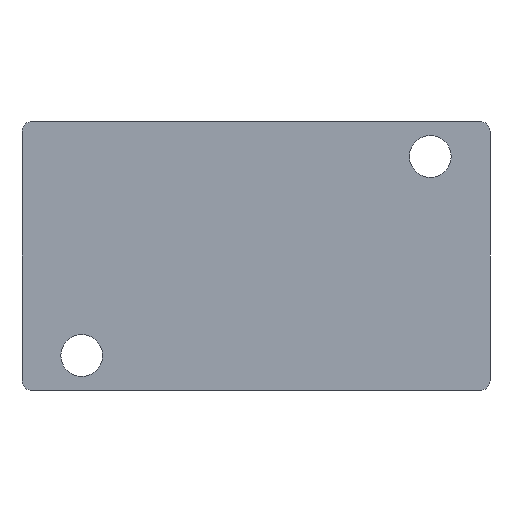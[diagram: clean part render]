
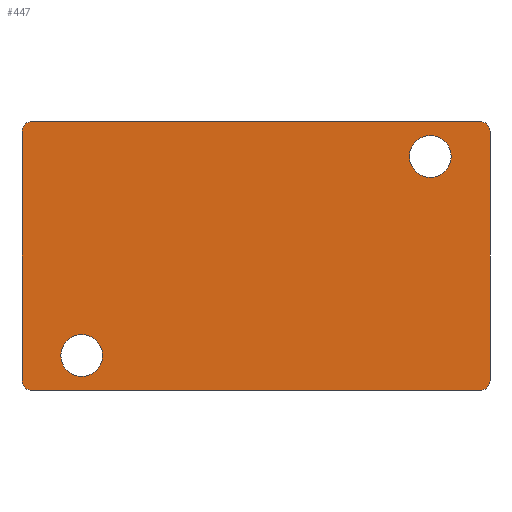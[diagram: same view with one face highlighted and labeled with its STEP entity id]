
A CAD part, front view. The second image highlights one B-rep face of the part: STEP entity #447.
In plain terms, the highlighted planar face has unit normal (0, -1, 0).
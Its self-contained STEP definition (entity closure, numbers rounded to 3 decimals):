
#1 = FACE_BOUND ( 'NONE', #343, .T. ) ;
#2 = CARTESIAN_POINT ( 'NONE',  ( 0., 0., 0. ) ) ;
#4 = DIRECTION ( 'NONE',  ( 1., 0., 0. ) ) ;
#8 = CARTESIAN_POINT ( 'NONE',  ( 1., 0., 0. ) ) ;
#10 = CIRCLE ( 'NONE', #384, 2.1 ) ;
#11 = EDGE_LOOP ( 'NONE', ( #63, #225, #30, #298, #167, #101, #146, #303 ) ) ;
#12 = CARTESIAN_POINT ( 'NONE',  ( 0., 0., -1. ) ) ;
#15 = PLANE ( 'NONE',  #241 ) ;
#16 = DIRECTION ( 'NONE',  ( 0., -1., 0. ) ) ;
#19 = FACE_BOUND ( 'NONE', #151, .T. ) ;
#26 = AXIS2_PLACEMENT_3D ( 'NONE', #109, #415, #427 ) ;
#28 = CIRCLE ( 'NONE', #273, 2.1 ) ;
#30 = ORIENTED_EDGE ( 'NONE', *, *, #108, .F. ) ;
#39 = CIRCLE ( 'NONE', #315, 2.1 ) ;
#45 = CIRCLE ( 'NONE', #435, 1. ) ;
#49 = CARTESIAN_POINT ( 'NONE',  ( 6., 0., -23.5 ) ) ;
#51 = EDGE_CURVE ( 'NONE', #391, #442, #302, .T. ) ;
#53 = CARTESIAN_POINT ( 'NONE',  ( 1., 0., -26. ) ) ;
#58 = VECTOR ( 'NONE', #213, 1000. ) ;
#61 = CIRCLE ( 'NONE', #484, 1. ) ;
#63 = ORIENTED_EDGE ( 'NONE', *, *, #234, .F. ) ;
#64 = EDGE_CURVE ( 'NONE', #328, #338, #254, .T. ) ;
#68 = VECTOR ( 'NONE', #350, 1000. ) ;
#77 = EDGE_CURVE ( 'NONE', #391, #156, #61, .T. ) ;
#79 = EDGE_CURVE ( 'NONE', #217, #156, #374, .T. ) ;
#83 = VERTEX_POINT ( 'NONE', #459 ) ;
#90 = DIRECTION ( 'NONE',  ( 0., 0., 1. ) ) ;
#94 = CARTESIAN_POINT ( 'NONE',  ( 0., 0., 0. ) ) ;
#101 = ORIENTED_EDGE ( 'NONE', *, *, #77, .T. ) ;
#108 = EDGE_CURVE ( 'NONE', #231, #338, #462, .T. ) ;
#109 = CARTESIAN_POINT ( 'NONE',  ( 1., 0., -1. ) ) ;
#111 = FACE_OUTER_BOUND ( 'NONE', #11, .T. ) ;
#120 = EDGE_CURVE ( 'NONE', #441, #83, #333, .T. ) ;
#132 = DIRECTION ( 'NONE',  ( 0., -1., 0. ) ) ;
#133 = CARTESIAN_POINT ( 'NONE',  ( 41., 0., -3.5 ) ) ;
#136 = EDGE_CURVE ( 'NONE', #231, #442, #45, .T. ) ;
#139 = DIRECTION ( 'NONE',  ( 0., -1., 0. ) ) ;
#146 = ORIENTED_EDGE ( 'NONE', *, *, #79, .F. ) ;
#147 = CARTESIAN_POINT ( 'NONE',  ( 0., 0., 0. ) ) ;
#151 = EDGE_LOOP ( 'NONE', ( #215, #355 ) ) ;
#156 = VERTEX_POINT ( 'NONE', #324 ) ;
#157 = VECTOR ( 'NONE', #319, 1000. ) ;
#160 = EDGE_CURVE ( 'NONE', #261, #354, #10, .T. ) ;
#161 = LINE ( 'NONE', #2, #448 ) ;
#167 = ORIENTED_EDGE ( 'NONE', *, *, #51, .F. ) ;
#168 = DIRECTION ( 'NONE',  ( 0., 0., 1. ) ) ;
#172 = CARTESIAN_POINT ( 'NONE',  ( 46., 0., -27. ) ) ;
#179 = CARTESIAN_POINT ( 'NONE',  ( 0., 0., -27. ) ) ;
#180 = CARTESIAN_POINT ( 'NONE',  ( 47., 0., -1. ) ) ;
#206 = DIRECTION ( 'NONE',  ( 0., 0., 1. ) ) ;
#207 = CARTESIAN_POINT ( 'NONE',  ( 1., 0., -27. ) ) ;
#208 = DIRECTION ( 'NONE',  ( 0., 1., 0. ) ) ;
#211 = CARTESIAN_POINT ( 'NONE',  ( 6., 0., -23.5 ) ) ;
#213 = DIRECTION ( 'NONE',  ( -1., 0., 0. ) ) ;
#215 = ORIENTED_EDGE ( 'NONE', *, *, #160, .T. ) ;
#217 = VERTEX_POINT ( 'NONE', #180 ) ;
#225 = ORIENTED_EDGE ( 'NONE', *, *, #64, .T. ) ;
#231 = VERTEX_POINT ( 'NONE', #428 ) ;
#233 = DIRECTION ( 'NONE',  ( 0., -1., 0. ) ) ;
#234 = EDGE_CURVE ( 'NONE', #328, #329, #161, .T. ) ;
#238 = CARTESIAN_POINT ( 'NONE',  ( 46., 0., -26. ) ) ;
#241 = AXIS2_PLACEMENT_3D ( 'NONE', #94, #139, #404 ) ;
#246 = CARTESIAN_POINT ( 'NONE',  ( 46., 0., 0. ) ) ;
#247 = EDGE_CURVE ( 'NONE', #217, #329, #262, .T. ) ;
#253 = DIRECTION ( 'NONE',  ( 0., 0., -1. ) ) ;
#254 = CIRCLE ( 'NONE', #26, 1. ) ;
#261 = VERTEX_POINT ( 'NONE', #465 ) ;
#262 = CIRCLE ( 'NONE', #341, 1. ) ;
#264 = EDGE_CURVE ( 'NONE', #83, #441, #39, .T. ) ;
#273 = AXIS2_PLACEMENT_3D ( 'NONE', #49, #320, #90 ) ;
#276 = ORIENTED_EDGE ( 'NONE', *, *, #120, .T. ) ;
#287 = CARTESIAN_POINT ( 'NONE',  ( 41., 0., -1.4 ) ) ;
#298 = ORIENTED_EDGE ( 'NONE', *, *, #136, .T. ) ;
#302 = LINE ( 'NONE', #179, #58 ) ;
#303 = ORIENTED_EDGE ( 'NONE', *, *, #247, .T. ) ;
#307 = EDGE_CURVE ( 'NONE', #354, #261, #28, .T. ) ;
#315 = AXIS2_PLACEMENT_3D ( 'NONE', #133, #395, #168 ) ;
#319 = DIRECTION ( 'NONE',  ( 0., 0., 1. ) ) ;
#320 = DIRECTION ( 'NONE',  ( 0., 1., 0. ) ) ;
#324 = CARTESIAN_POINT ( 'NONE',  ( 47., 0., -26. ) ) ;
#328 = VERTEX_POINT ( 'NONE', #8 ) ;
#329 = VERTEX_POINT ( 'NONE', #246 ) ;
#333 = CIRCLE ( 'NONE', #388, 2.1 ) ;
#338 = VERTEX_POINT ( 'NONE', #12 ) ;
#341 = AXIS2_PLACEMENT_3D ( 'NONE', #352, #132, #394 ) ;
#343 = EDGE_LOOP ( 'NONE', ( #410, #276 ) ) ;
#350 = DIRECTION ( 'NONE',  ( 0., 0., -1. ) ) ;
#352 = CARTESIAN_POINT ( 'NONE',  ( 46., 0., -1. ) ) ;
#354 = VERTEX_POINT ( 'NONE', #434 ) ;
#355 = ORIENTED_EDGE ( 'NONE', *, *, #307, .T. ) ;
#373 = CARTESIAN_POINT ( 'NONE',  ( 47., 0., 0. ) ) ;
#374 = LINE ( 'NONE', #373, #68 ) ;
#384 = AXIS2_PLACEMENT_3D ( 'NONE', #211, #208, #206 ) ;
#388 = AXIS2_PLACEMENT_3D ( 'NONE', #403, #438, #436 ) ;
#391 = VERTEX_POINT ( 'NONE', #172 ) ;
#394 = DIRECTION ( 'NONE',  ( 0., 0., -1. ) ) ;
#395 = DIRECTION ( 'NONE',  ( 0., 1., 0. ) ) ;
#403 = CARTESIAN_POINT ( 'NONE',  ( 41., 0., -3.5 ) ) ;
#404 = DIRECTION ( 'NONE',  ( 0., 0., -1. ) ) ;
#410 = ORIENTED_EDGE ( 'NONE', *, *, #264, .T. ) ;
#415 = DIRECTION ( 'NONE',  ( 0., -1., 0. ) ) ;
#427 = DIRECTION ( 'NONE',  ( 0., 0., -1. ) ) ;
#428 = CARTESIAN_POINT ( 'NONE',  ( 0., 0., -26. ) ) ;
#434 = CARTESIAN_POINT ( 'NONE',  ( 6., 0., -21.4 ) ) ;
#435 = AXIS2_PLACEMENT_3D ( 'NONE', #53, #16, #474 ) ;
#436 = DIRECTION ( 'NONE',  ( 0., 0., 1. ) ) ;
#438 = DIRECTION ( 'NONE',  ( 0., 1., 0. ) ) ;
#441 = VERTEX_POINT ( 'NONE', #287 ) ;
#442 = VERTEX_POINT ( 'NONE', #207 ) ;
#447 = ADVANCED_FACE ( 'NONE', ( #19, #111, #1 ), #15, .T. ) ;
#448 = VECTOR ( 'NONE', #4, 1000. ) ;
#459 = CARTESIAN_POINT ( 'NONE',  ( 41., 0., -5.6 ) ) ;
#462 = LINE ( 'NONE', #147, #157 ) ;
#465 = CARTESIAN_POINT ( 'NONE',  ( 6., 0., -25.6 ) ) ;
#474 = DIRECTION ( 'NONE',  ( 0., 0., -1. ) ) ;
#484 = AXIS2_PLACEMENT_3D ( 'NONE', #238, #233, #253 ) ;
